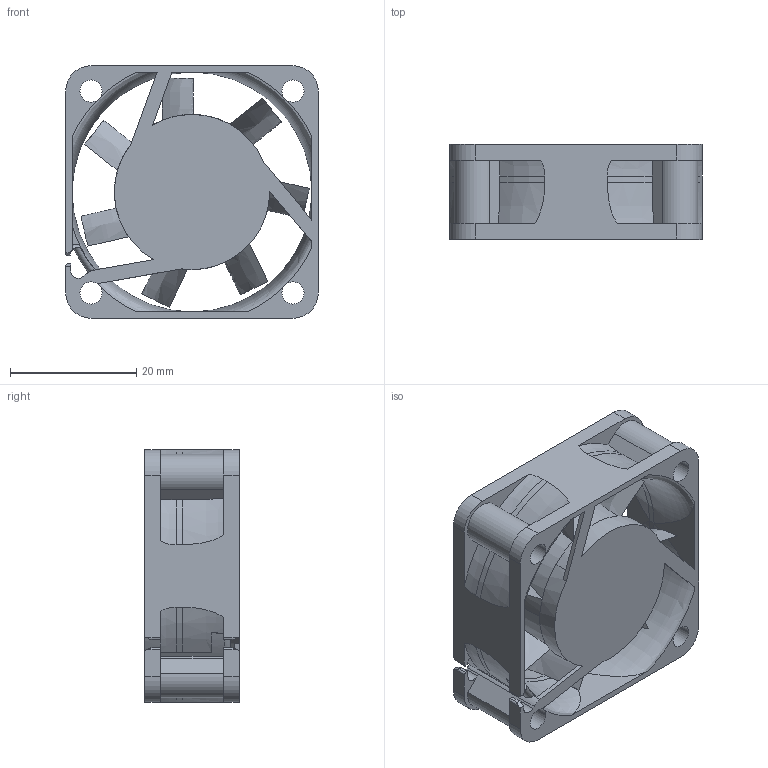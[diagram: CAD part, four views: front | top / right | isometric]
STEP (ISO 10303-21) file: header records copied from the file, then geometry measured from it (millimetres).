
FILE_DESCRIPTION((''),'2;1');
FILE_NAME('PRT0027','2018-06-01T',('LIEN.CHEN'),(''),'PRO/ENGINEER BY PARAMETRIC TECHNOLOGY CORPORATION, 2012480','PRO/ENGINEER BY PARAMETRIC TECHNOLOGY CORPORATION, 2012480','');
FILE_SCHEMA(('CONFIG_CONTROL_DESIGN'));
Length unit declared in the file: millimetre
Products named in the file (1): PRT0027
Bounding box: 40 x 15 x 40 mm (x, y, z)
Volume: 9667 mm3; surface area: 9897.3 mm2
Topology: 1 solids, 2 shells, 163 faces, 495 edges, 325 vertices
Faces by surface type: plane 77, cylinder 46, revolution 24, extrusion 14, torus 1, bspline 1
Entity records: 6963 total; most frequent: CARTESIAN_POINT 2544, ORIENTED_EDGE 990, DIRECTION 831, EDGE_CURVE 495, VERTEX_POINT 325, AXIS2_PLACEMENT_3D 291, VECTOR 225, LINE 211
